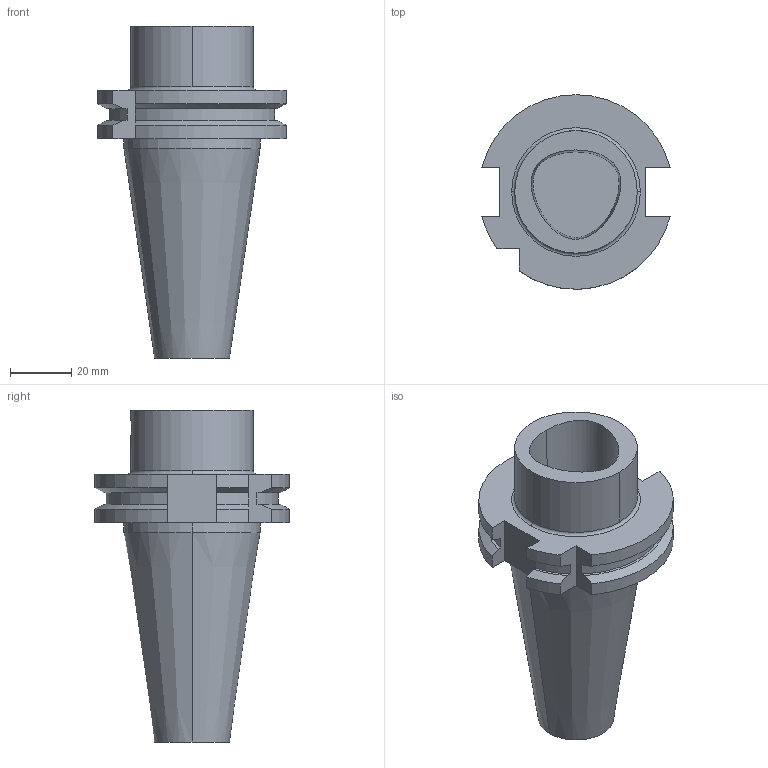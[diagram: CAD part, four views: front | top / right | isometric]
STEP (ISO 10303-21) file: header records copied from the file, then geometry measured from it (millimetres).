
FILE_DESCRIPTION (( 'STEP AP203' ), '1' );
FILE_NAME ('STP-51.501.40.040.STEP', '2021-03-30T03:01:08', ( '' ), ( '' ), 'SwSTEP 2.0', 'SolidWorks 2017', '' );
FILE_SCHEMA (( 'CONFIG_CONTROL_DESIGN' ));
Length unit declared in the file: millimetre
Products named in the file (1): STP-51.501.40.040
Bounding box: 61.48 x 63.54 x 108.4 mm (x, y, z)
Volume: 112523.7 mm3; surface area: 24421.3 mm2
Topology: 1 solids, 1 shells, 63 faces, 156 edges, 99 vertices
Faces by surface type: cylinder 23, plane 22, cone 14, bspline 2, torus 2
Entity records: 2269 total; most frequent: CARTESIAN_POINT 695, DIRECTION 318, ORIENTED_EDGE 308, EDGE_CURVE 154, AXIS2_PLACEMENT_3D 122, VERTEX_POINT 99, VECTOR 74, LINE 74
